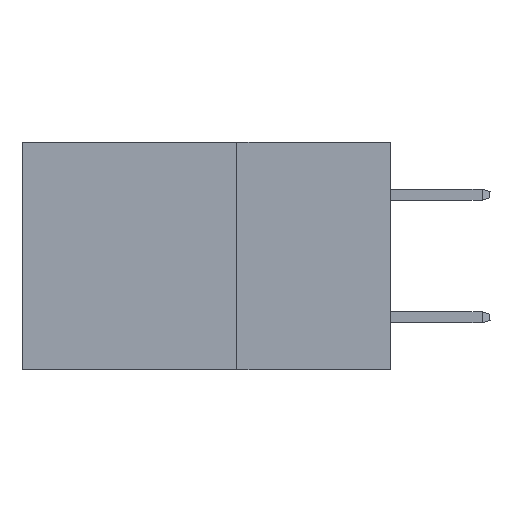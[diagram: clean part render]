
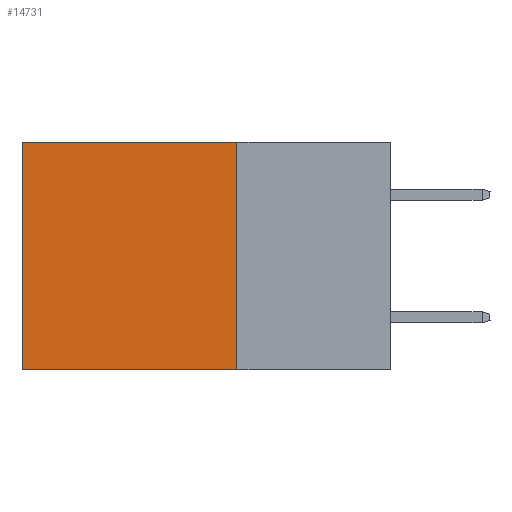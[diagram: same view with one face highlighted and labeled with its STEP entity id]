
A CAD part, left-side view. The second image highlights one B-rep face of the part: STEP entity #14731.
In plain terms, the highlighted planar face has unit normal (-1, 0, 0).
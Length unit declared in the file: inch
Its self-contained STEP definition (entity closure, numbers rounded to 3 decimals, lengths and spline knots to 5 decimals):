
#346 = ORIENTED_EDGE ( 'NONE', *, *, #7305, .F. ) ;
#574 = ORIENTED_EDGE ( 'NONE', *, *, #17653, .F. ) ;
#757 = CARTESIAN_POINT ( 'NONE',  ( 0.2875, 0.25, 0. ) ) ;
#1008 = DIRECTION ( 'NONE',  ( 0., 0., -1. ) ) ;
#2170 = EDGE_LOOP ( 'NONE', ( #2383, #574, #346, #7921 ) ) ;
#2383 = ORIENTED_EDGE ( 'NONE', *, *, #10354, .T. ) ;
#2746 = VERTEX_POINT ( 'NONE', #8711 ) ;
#3622 = VECTOR ( 'NONE', #11858, 39.37008 ) ;
#3650 = VERTEX_POINT ( 'NONE', #5557 ) ;
#4023 = PLANE ( 'NONE',  #15005 ) ;
#4214 = CARTESIAN_POINT ( 'NONE',  ( 0.2875, 0.6, 0. ) ) ;
#4838 = DIRECTION ( 'NONE',  ( 0., 1., 0. ) ) ;
#5557 = CARTESIAN_POINT ( 'NONE',  ( 0.2875, 0.6, 0. ) ) ;
#5774 = CARTESIAN_POINT ( 'NONE',  ( 0.2875, 0.25, 0. ) ) ;
#7305 = EDGE_CURVE ( 'NONE', #2746, #8277, #14964, .T. ) ;
#7921 = ORIENTED_EDGE ( 'NONE', *, *, #19149, .T. ) ;
#8277 = VERTEX_POINT ( 'NONE', #15965 ) ;
#8711 = CARTESIAN_POINT ( 'NONE',  ( 0.2875, 0.25, 0. ) ) ;
#10348 = DIRECTION ( 'NONE',  ( 0., 0., -1. ) ) ;
#10354 = EDGE_CURVE ( 'NONE', #3650, #20447, #13753, .T. ) ;
#10463 = VECTOR ( 'NONE', #1008, 39.37008 ) ;
#11181 = CARTESIAN_POINT ( 'NONE',  ( 0.2875, 0.25, 0. ) ) ;
#11858 = DIRECTION ( 'NONE',  ( 0., 0., -1. ) ) ;
#13081 = VECTOR ( 'NONE', #4838, 39.37008 ) ;
#13458 = CARTESIAN_POINT ( 'NONE',  ( 0.2875, 0.25, -0.37 ) ) ;
#13661 = FACE_OUTER_BOUND ( 'NONE', #2170, .T. ) ;
#13745 = CARTESIAN_POINT ( 'NONE',  ( 0.2875, 0.6, -0.37 ) ) ;
#13753 = LINE ( 'NONE', #4214, #10463 ) ;
#14725 = LINE ( 'NONE', #13458, #20311 ) ;
#14731 = ADVANCED_FACE ( 'NONE', ( #13661 ), #4023, .F. ) ;
#14964 = LINE ( 'NONE', #757, #3622 ) ;
#15005 = AXIS2_PLACEMENT_3D ( 'NONE', #5774, #16884, #10348 ) ;
#15937 = LINE ( 'NONE', #11181, #13081 ) ;
#15965 = CARTESIAN_POINT ( 'NONE',  ( 0.2875, 0.25, -0.37 ) ) ;
#16370 = DIRECTION ( 'NONE',  ( 0., 1., 0. ) ) ;
#16884 = DIRECTION ( 'NONE',  ( 1., 0., 0. ) ) ;
#17653 = EDGE_CURVE ( 'NONE', #8277, #20447, #14725, .T. ) ;
#19149 = EDGE_CURVE ( 'NONE', #2746, #3650, #15937, .T. ) ;
#20311 = VECTOR ( 'NONE', #16370, 39.37008 ) ;
#20447 = VERTEX_POINT ( 'NONE', #13745 ) ;
